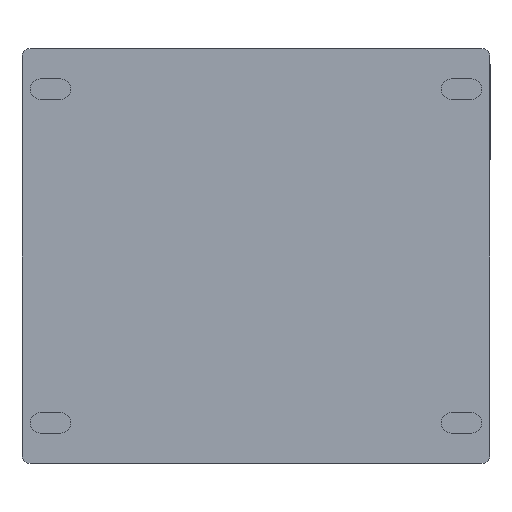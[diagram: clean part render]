
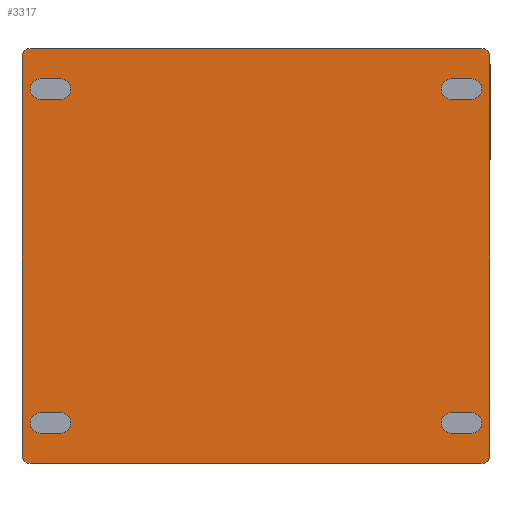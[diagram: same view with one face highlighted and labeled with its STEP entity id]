
A CAD part, front view. The second image highlights one B-rep face of the part: STEP entity #3317.
In plain terms, the highlighted planar face has unit normal (0, -1, 0).
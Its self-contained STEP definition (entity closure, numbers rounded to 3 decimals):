
#94=CIRCLE('',#3601,2.5);
#96=CIRCLE('',#3605,2.5);
#98=CIRCLE('',#3609,2.5);
#100=CIRCLE('',#3613,2.5);
#102=CIRCLE('',#3617,2.5);
#103=CIRCLE('',#3620,2.5);
#104=CIRCLE('',#3623,2.5);
#105=CIRCLE('',#3626,2.5);
#106=CIRCLE('',#3629,2.);
#107=CIRCLE('',#3632,2.);
#108=CIRCLE('',#3635,2.);
#110=CIRCLE('',#3639,2.);
#209=FACE_BOUND('',#484,.T.);
#210=FACE_BOUND('',#485,.T.);
#211=FACE_BOUND('',#486,.T.);
#212=FACE_BOUND('',#487,.T.);
#278=FACE_OUTER_BOUND('',#483,.T.);
#483=EDGE_LOOP('',(#2216,#2217,#2218,#2219,#2220,#2221,#2222,#2223));
#484=EDGE_LOOP('',(#2224,#2225,#2226,#2227));
#485=EDGE_LOOP('',(#2228,#2229,#2230,#2231));
#486=EDGE_LOOP('',(#2232,#2233,#2234,#2235));
#487=EDGE_LOOP('',(#2236,#2237,#2238,#2239));
#713=LINE('',#4948,#1033);
#718=LINE('',#4962,#1038);
#721=LINE('',#4972,#1041);
#726=LINE('',#4986,#1046);
#729=LINE('',#4996,#1049);
#733=LINE('',#5005,#1053);
#735=LINE('',#5012,#1055);
#739=LINE('',#5021,#1059);
#741=LINE('',#5028,#1061);
#746=LINE('',#5039,#1066);
#749=LINE('',#5047,#1069);
#753=LINE('',#5059,#1073);
#1033=VECTOR('',#3970,10.);
#1038=VECTOR('',#3983,10.);
#1041=VECTOR('',#3994,10.);
#1046=VECTOR('',#4007,10.);
#1049=VECTOR('',#4018,10.);
#1053=VECTOR('',#4028,10.);
#1055=VECTOR('',#4036,10.);
#1059=VECTOR('',#4046,10.);
#1061=VECTOR('',#4054,10.);
#1066=VECTOR('',#4065,10.);
#1069=VECTOR('',#4074,10.);
#1073=VECTOR('',#4086,10.);
#1352=VERTEX_POINT('',#4946);
#1353=VERTEX_POINT('',#4947);
#1356=VERTEX_POINT('',#4955);
#1358=VERTEX_POINT('',#4961);
#1360=VERTEX_POINT('',#4970);
#1361=VERTEX_POINT('',#4971);
#1364=VERTEX_POINT('',#4979);
#1366=VERTEX_POINT('',#4985);
#1368=VERTEX_POINT('',#4994);
#1369=VERTEX_POINT('',#4995);
#1370=VERTEX_POINT('',#5000);
#1371=VERTEX_POINT('',#5004);
#1372=VERTEX_POINT('',#5010);
#1373=VERTEX_POINT('',#5011);
#1374=VERTEX_POINT('',#5016);
#1375=VERTEX_POINT('',#5020);
#1376=VERTEX_POINT('',#5026);
#1377=VERTEX_POINT('',#5027);
#1379=VERTEX_POINT('',#5034);
#1380=VERTEX_POINT('',#5038);
#1381=VERTEX_POINT('',#5042);
#1382=VERTEX_POINT('',#5046);
#1384=VERTEX_POINT('',#5052);
#1386=VERTEX_POINT('',#5058);
#1647=EDGE_CURVE('',#1352,#1353,#713,.T.);
#1651=EDGE_CURVE('',#1356,#1352,#94,.T.);
#1654=EDGE_CURVE('',#1358,#1356,#718,.T.);
#1657=EDGE_CURVE('',#1353,#1358,#96,.T.);
#1659=EDGE_CURVE('',#1360,#1361,#721,.T.);
#1663=EDGE_CURVE('',#1364,#1360,#98,.T.);
#1666=EDGE_CURVE('',#1366,#1364,#726,.T.);
#1669=EDGE_CURVE('',#1361,#1366,#100,.T.);
#1671=EDGE_CURVE('',#1368,#1369,#729,.T.);
#1674=EDGE_CURVE('',#1370,#1368,#102,.T.);
#1676=EDGE_CURVE('',#1371,#1370,#733,.T.);
#1678=EDGE_CURVE('',#1369,#1371,#103,.T.);
#1679=EDGE_CURVE('',#1372,#1373,#735,.T.);
#1682=EDGE_CURVE('',#1374,#1372,#104,.T.);
#1684=EDGE_CURVE('',#1375,#1374,#739,.T.);
#1686=EDGE_CURVE('',#1373,#1375,#105,.T.);
#1687=EDGE_CURVE('',#1376,#1377,#741,.T.);
#1691=EDGE_CURVE('',#1379,#1376,#106,.T.);
#1693=EDGE_CURVE('',#1380,#1379,#746,.T.);
#1695=EDGE_CURVE('',#1381,#1380,#107,.T.);
#1697=EDGE_CURVE('',#1382,#1381,#749,.T.);
#1700=EDGE_CURVE('',#1384,#1382,#108,.T.);
#1703=EDGE_CURVE('',#1386,#1384,#753,.T.);
#1706=EDGE_CURVE('',#1377,#1386,#110,.T.);
#2216=ORIENTED_EDGE('',*,*,#1706,.F.);
#2217=ORIENTED_EDGE('',*,*,#1687,.F.);
#2218=ORIENTED_EDGE('',*,*,#1691,.F.);
#2219=ORIENTED_EDGE('',*,*,#1693,.F.);
#2220=ORIENTED_EDGE('',*,*,#1695,.F.);
#2221=ORIENTED_EDGE('',*,*,#1697,.F.);
#2222=ORIENTED_EDGE('',*,*,#1700,.F.);
#2223=ORIENTED_EDGE('',*,*,#1703,.F.);
#2224=ORIENTED_EDGE('',*,*,#1686,.F.);
#2225=ORIENTED_EDGE('',*,*,#1679,.F.);
#2226=ORIENTED_EDGE('',*,*,#1682,.F.);
#2227=ORIENTED_EDGE('',*,*,#1684,.F.);
#2228=ORIENTED_EDGE('',*,*,#1678,.F.);
#2229=ORIENTED_EDGE('',*,*,#1671,.F.);
#2230=ORIENTED_EDGE('',*,*,#1674,.F.);
#2231=ORIENTED_EDGE('',*,*,#1676,.F.);
#2232=ORIENTED_EDGE('',*,*,#1669,.F.);
#2233=ORIENTED_EDGE('',*,*,#1659,.F.);
#2234=ORIENTED_EDGE('',*,*,#1663,.F.);
#2235=ORIENTED_EDGE('',*,*,#1666,.F.);
#2236=ORIENTED_EDGE('',*,*,#1657,.F.);
#2237=ORIENTED_EDGE('',*,*,#1647,.F.);
#2238=ORIENTED_EDGE('',*,*,#1651,.F.);
#2239=ORIENTED_EDGE('',*,*,#1654,.F.);
#2942=PLANE('',#3642);
#3317=ADVANCED_FACE('',(#278,#209,#210,#211,#212),#2942,.F.);
#3601=AXIS2_PLACEMENT_3D('',#4956,#3976,#3977);
#3605=AXIS2_PLACEMENT_3D('',#4967,#3988,#3989);
#3609=AXIS2_PLACEMENT_3D('',#4980,#4000,#4001);
#3613=AXIS2_PLACEMENT_3D('',#4991,#4012,#4013);
#3617=AXIS2_PLACEMENT_3D('',#5001,#4023,#4024);
#3620=AXIS2_PLACEMENT_3D('',#5008,#4032,#4033);
#3623=AXIS2_PLACEMENT_3D('',#5017,#4041,#4042);
#3626=AXIS2_PLACEMENT_3D('',#5024,#4050,#4051);
#3629=AXIS2_PLACEMENT_3D('',#5035,#4060,#4061);
#3632=AXIS2_PLACEMENT_3D('',#5043,#4069,#4070);
#3635=AXIS2_PLACEMENT_3D('',#5053,#4079,#4080);
#3639=AXIS2_PLACEMENT_3D('',#5064,#4091,#4092);
#3642=AXIS2_PLACEMENT_3D('',#5067,#4097,#4098);
#3970=DIRECTION('',(-1.,0.,0.));
#3976=DIRECTION('center_axis',(0.,-1.,0.));
#3977=DIRECTION('ref_axis',(0.,0.,-1.));
#3983=DIRECTION('',(1.,0.,0.));
#3988=DIRECTION('center_axis',(0.,-1.,0.));
#3989=DIRECTION('ref_axis',(0.,0.,1.));
#3994=DIRECTION('',(-1.,0.,0.));
#4000=DIRECTION('center_axis',(0.,-1.,0.));
#4001=DIRECTION('ref_axis',(0.,0.,-1.));
#4007=DIRECTION('',(1.,0.,0.));
#4012=DIRECTION('center_axis',(0.,-1.,0.));
#4013=DIRECTION('ref_axis',(0.,0.,1.));
#4018=DIRECTION('',(-1.,0.,0.));
#4023=DIRECTION('center_axis',(0.,-1.,0.));
#4024=DIRECTION('ref_axis',(0.,0.,-1.));
#4028=DIRECTION('',(1.,0.,0.));
#4032=DIRECTION('center_axis',(0.,-1.,0.));
#4033=DIRECTION('ref_axis',(0.,0.,1.));
#4036=DIRECTION('',(-1.,0.,0.));
#4041=DIRECTION('center_axis',(0.,-1.,0.));
#4042=DIRECTION('ref_axis',(0.,0.,-1.));
#4046=DIRECTION('',(1.,0.,0.));
#4050=DIRECTION('center_axis',(0.,-1.,0.));
#4051=DIRECTION('ref_axis',(0.,0.,1.));
#4054=DIRECTION('',(-1.,0.,0.));
#4060=DIRECTION('center_axis',(0.,1.,0.));
#4061=DIRECTION('ref_axis',(1.,0.,0.));
#4065=DIRECTION('',(0.,0.,-1.));
#4069=DIRECTION('center_axis',(0.,1.,0.));
#4070=DIRECTION('ref_axis',(0.,0.,1.));
#4074=DIRECTION('',(1.,0.,0.));
#4079=DIRECTION('center_axis',(0.,1.,0.));
#4080=DIRECTION('ref_axis',(-1.,0.,0.));
#4086=DIRECTION('',(0.,0.,1.));
#4091=DIRECTION('center_axis',(0.,1.,0.));
#4092=DIRECTION('ref_axis',(0.,0.,-1.));
#4097=DIRECTION('center_axis',(0.,1.,0.));
#4098=DIRECTION('ref_axis',(0.,0.,1.));
#4946=CARTESIAN_POINT('',(-105.5,0.,94.5));
#4947=CARTESIAN_POINT('',(-110.5,0.,94.5));
#4948=CARTESIAN_POINT('',(-105.5,0.,94.5));
#4955=CARTESIAN_POINT('',(-105.5,0.,89.5));
#4956=CARTESIAN_POINT('Origin',(-105.5,0.,92.));
#4961=CARTESIAN_POINT('',(-110.5,0.,89.5));
#4962=CARTESIAN_POINT('',(-110.5,0.,89.5));
#4967=CARTESIAN_POINT('Origin',(-110.5,0.,92.));
#4970=CARTESIAN_POINT('',(-105.5,0.,12.5));
#4971=CARTESIAN_POINT('',(-110.5,0.,12.5));
#4972=CARTESIAN_POINT('',(-105.5,0.,12.5));
#4979=CARTESIAN_POINT('',(-105.5,0.,7.5));
#4980=CARTESIAN_POINT('Origin',(-105.5,0.,10.));
#4985=CARTESIAN_POINT('',(-110.5,0.,7.5));
#4986=CARTESIAN_POINT('',(-110.5,0.,7.5));
#4991=CARTESIAN_POINT('Origin',(-110.5,0.,10.));
#4994=CARTESIAN_POINT('',(-4.5,0.,94.5));
#4995=CARTESIAN_POINT('',(-9.5,0.,94.5));
#4996=CARTESIAN_POINT('',(-4.5,0.,94.5));
#5000=CARTESIAN_POINT('',(-4.5,0.,89.5));
#5001=CARTESIAN_POINT('Origin',(-4.5,0.,92.));
#5004=CARTESIAN_POINT('',(-9.5,0.,89.5));
#5005=CARTESIAN_POINT('',(-9.5,0.,89.5));
#5008=CARTESIAN_POINT('Origin',(-9.5,0.,92.));
#5010=CARTESIAN_POINT('',(-4.5,0.,12.5));
#5011=CARTESIAN_POINT('',(-9.5,0.,12.5));
#5012=CARTESIAN_POINT('',(-4.5,0.,12.5));
#5016=CARTESIAN_POINT('',(-4.5,0.,7.5));
#5017=CARTESIAN_POINT('Origin',(-4.5,0.,10.));
#5020=CARTESIAN_POINT('',(-9.5,0.,7.5));
#5021=CARTESIAN_POINT('',(-9.5,0.,7.5));
#5024=CARTESIAN_POINT('Origin',(-9.5,0.,10.));
#5026=CARTESIAN_POINT('',(-2.,0.,0.));
#5027=CARTESIAN_POINT('',(-113.,0.,0.));
#5028=CARTESIAN_POINT('',(-2.,0.,0.));
#5034=CARTESIAN_POINT('',(0.,0.,2.));
#5035=CARTESIAN_POINT('Origin',(-2.,0.,2.));
#5038=CARTESIAN_POINT('',(0.,0.,100.));
#5039=CARTESIAN_POINT('',(0.,0.,100.));
#5042=CARTESIAN_POINT('',(-2.,0.,102.));
#5043=CARTESIAN_POINT('Origin',(-2.,0.,100.));
#5046=CARTESIAN_POINT('',(-113.,0.,102.));
#5047=CARTESIAN_POINT('',(-113.,0.,102.));
#5052=CARTESIAN_POINT('',(-115.,0.,100.));
#5053=CARTESIAN_POINT('Origin',(-113.,0.,100.));
#5058=CARTESIAN_POINT('',(-115.,0.,2.));
#5059=CARTESIAN_POINT('',(-115.,0.,2.));
#5064=CARTESIAN_POINT('Origin',(-113.,0.,2.));
#5067=CARTESIAN_POINT('Origin',(-57.5,0.,51.));
